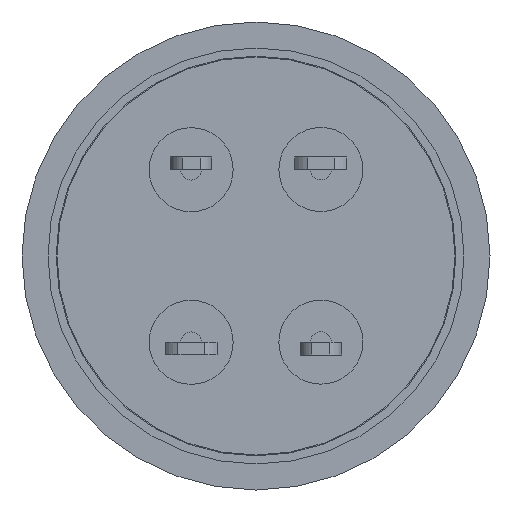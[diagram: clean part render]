
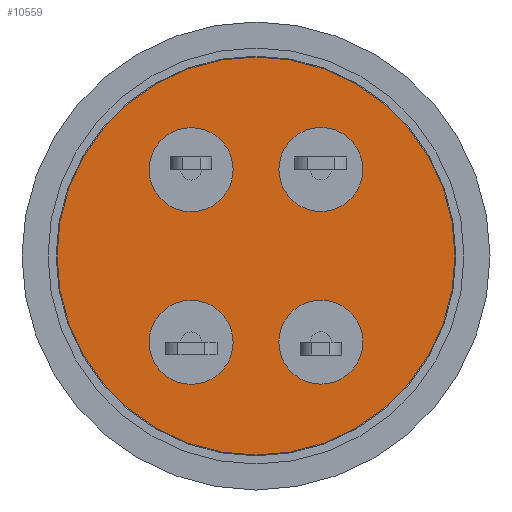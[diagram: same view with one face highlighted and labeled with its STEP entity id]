
A CAD part, left-side view. The second image highlights one B-rep face of the part: STEP entity #10559.
In plain terms, the highlighted planar face has unit normal (-1, 0, 0).
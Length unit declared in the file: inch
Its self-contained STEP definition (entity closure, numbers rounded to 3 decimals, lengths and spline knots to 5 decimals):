
#6 = EDGE_LOOP ( 'NONE', ( #6881, #6658 ) ) ;
#34 = EDGE_LOOP ( 'NONE', ( #7120, #6660 ) ) ;
#185 = EDGE_LOOP ( 'NONE', ( #7123, #6659 ) ) ;
#253 = VERTEX_POINT ( 'NONE', #5195 ) ;
#501 = EDGE_LOOP ( 'NONE', ( #7115, #6663 ) ) ;
#540 = VERTEX_POINT ( 'NONE', #4800 ) ;
#559 = VERTEX_POINT ( 'NONE', #4761 ) ;
#571 = EDGE_LOOP ( 'NONE', ( #7118, #6661 ) ) ;
#885 = EDGE_CURVE ( 'NONE', #6507, #7042, #8228, .T. ) ;
#889 = EDGE_CURVE ( 'NONE', #540, #6307, #8233, .T. ) ;
#1028 = EDGE_CURVE ( 'NONE', #6307, #540, #8411, .T. ) ;
#1090 = EDGE_CURVE ( 'NONE', #7042, #6507, #8489, .T. ) ;
#1179 = EDGE_CURVE ( 'NONE', #6564, #559, #8607, .T. ) ;
#1455 = PLANE ( 'NONE',  #8712 ) ;
#1456 = FACE_BOUND ( 'NONE', #571, .T. ) ;
#1459 = FACE_BOUND ( 'NONE', #6, .T. ) ;
#1460 = FACE_BOUND ( 'NONE', #501, .T. ) ;
#1462 = CARTESIAN_POINT ( 'NONE',  ( -1.17, 0., 0. ) ) ;
#1463 = FACE_OUTER_BOUND ( 'NONE', #34, .T. ) ;
#1465 = FACE_BOUND ( 'NONE', #185, .T. ) ;
#1466 = DIRECTION ( 'NONE',  ( -1., 0., 0. ) ) ;
#1467 = DIRECTION ( 'NONE',  ( 0., -1., 0. ) ) ;
#2250 = CARTESIAN_POINT ( 'NONE',  ( -1.17, -0.156, 0.208 ) ) ;
#2251 = DIRECTION ( 'NONE',  ( 1., 0., 0. ) ) ;
#2252 = DIRECTION ( 'NONE',  ( 0., 1., 0. ) ) ;
#2315 = CARTESIAN_POINT ( 'NONE',  ( -1.17, -0.4785, 0. ) ) ;
#2452 = CARTESIAN_POINT ( 'NONE',  ( -1.17, -0.257, 0.208 ) ) ;
#2462 = CARTESIAN_POINT ( 'NONE',  ( -1.17, 0.257, 0.2075 ) ) ;
#2478 = CARTESIAN_POINT ( 'NONE',  ( -1.17, -0.055, 0.208 ) ) ;
#2511 = CARTESIAN_POINT ( 'NONE',  ( -1.17, 0.055, -0.2075 ) ) ;
#2621 = CARTESIAN_POINT ( 'NONE',  ( -1.17, 0.055, 0.2075 ) ) ;
#2725 = CARTESIAN_POINT ( 'NONE',  ( -1.17, -0.055, -0.207 ) ) ;
#3715 = CARTESIAN_POINT ( 'NONE',  ( -1.17, 0.156, 0.2075 ) ) ;
#3716 = DIRECTION ( 'NONE',  ( 1., 0., 0. ) ) ;
#3717 = DIRECTION ( 'NONE',  ( 0., 1., 0. ) ) ;
#3727 = CARTESIAN_POINT ( 'NONE',  ( -1.17, 0., 0. ) ) ;
#3728 = DIRECTION ( 'NONE',  ( 1., 0., 0. ) ) ;
#3729 = DIRECTION ( 'NONE',  ( 0., 1., 0. ) ) ;
#4346 = CARTESIAN_POINT ( 'NONE',  ( -1.17, -0.156, -0.207 ) ) ;
#4347 = DIRECTION ( 'NONE',  ( 1., 0., 0. ) ) ;
#4348 = DIRECTION ( 'NONE',  ( 0., 1., 0. ) ) ;
#4761 = CARTESIAN_POINT ( 'NONE',  ( -1.17, 0.257, -0.2075 ) ) ;
#4800 = CARTESIAN_POINT ( 'NONE',  ( -1.17, 0.4785, 0. ) ) ;
#5170 = CARTESIAN_POINT ( 'NONE',  ( -1.17, 0.156, -0.2075 ) ) ;
#5172 = DIRECTION ( 'NONE',  ( 1., 0., 0. ) ) ;
#5174 = DIRECTION ( 'NONE',  ( 0., 1., 0. ) ) ;
#5195 = CARTESIAN_POINT ( 'NONE',  ( -1.17, -0.257, -0.207 ) ) ;
#5218 = CARTESIAN_POINT ( 'NONE',  ( -1.17, -0.156, -0.207 ) ) ;
#5220 = DIRECTION ( 'NONE',  ( 1., 0., 0. ) ) ;
#5222 = DIRECTION ( 'NONE',  ( 0., 1., 0. ) ) ;
#5530 = CARTESIAN_POINT ( 'NONE',  ( -1.17, -0.156, 0.208 ) ) ;
#5532 = DIRECTION ( 'NONE',  ( 1., 0., 0. ) ) ;
#5534 = DIRECTION ( 'NONE',  ( 0., 1., 0. ) ) ;
#6307 = VERTEX_POINT ( 'NONE', #2315 ) ;
#6496 = VERTEX_POINT ( 'NONE', #2452 ) ;
#6507 = VERTEX_POINT ( 'NONE', #2462 ) ;
#6525 = VERTEX_POINT ( 'NONE', #2478 ) ;
#6564 = VERTEX_POINT ( 'NONE', #2511 ) ;
#6658 = ORIENTED_EDGE ( 'NONE', *, *, #10749, .T. ) ;
#6659 = ORIENTED_EDGE ( 'NONE', *, *, #1179, .T. ) ;
#6660 = ORIENTED_EDGE ( 'NONE', *, *, #1028, .F. ) ;
#6661 = ORIENTED_EDGE ( 'NONE', *, *, #1090, .T. ) ;
#6663 = ORIENTED_EDGE ( 'NONE', *, *, #10763, .T. ) ;
#6881 = ORIENTED_EDGE ( 'NONE', *, *, #11024, .T. ) ;
#7042 = VERTEX_POINT ( 'NONE', #2621 ) ;
#7115 = ORIENTED_EDGE ( 'NONE', *, *, #10986, .T. ) ;
#7118 = ORIENTED_EDGE ( 'NONE', *, *, #885, .T. ) ;
#7120 = ORIENTED_EDGE ( 'NONE', *, *, #889, .F. ) ;
#7123 = ORIENTED_EDGE ( 'NONE', *, *, #10979, .T. ) ;
#7268 = VERTEX_POINT ( 'NONE', #2725 ) ;
#7295 = CIRCLE ( 'NONE', #7298, 0.101 ) ;
#7298 = AXIS2_PLACEMENT_3D ( 'NONE', #5170, #5172, #5174 ) ;
#7307 = CIRCLE ( 'NONE', #7309, 0.101 ) ;
#7309 = AXIS2_PLACEMENT_3D ( 'NONE', #5218, #5220, #5222 ) ;
#7366 = CIRCLE ( 'NONE', #7369, 0.101 ) ;
#7369 = AXIS2_PLACEMENT_3D ( 'NONE', #5530, #5532, #5534 ) ;
#7624 = AXIS2_PLACEMENT_3D ( 'NONE', #4346, #4347, #4348 ) ;
#7627 = CIRCLE ( 'NONE', #7624, 0.101 ) ;
#7649 = AXIS2_PLACEMENT_3D ( 'NONE', #2250, #2251, #2252 ) ;
#7651 = CIRCLE ( 'NONE', #7649, 0.101 ) ;
#8228 = CIRCLE ( 'NONE', #8230, 0.101 ) ;
#8230 = AXIS2_PLACEMENT_3D ( 'NONE', #3715, #3716, #3717 ) ;
#8233 = CIRCLE ( 'NONE', #8237, 0.4785 ) ;
#8237 = AXIS2_PLACEMENT_3D ( 'NONE', #3727, #3728, #3729 ) ;
#8411 = CIRCLE ( 'NONE', #8414, 0.4785 ) ;
#8414 = AXIS2_PLACEMENT_3D ( 'NONE', #9281, #9282, #9283 ) ;
#8489 = CIRCLE ( 'NONE', #8491, 0.101 ) ;
#8491 = AXIS2_PLACEMENT_3D ( 'NONE', #9564, #9565, #9566 ) ;
#8607 = CIRCLE ( 'NONE', #8613, 0.101 ) ;
#8613 = AXIS2_PLACEMENT_3D ( 'NONE', #9878, #9879, #9880 ) ;
#8712 = AXIS2_PLACEMENT_3D ( 'NONE', #1462, #1466, #1467 ) ;
#9281 = CARTESIAN_POINT ( 'NONE',  ( -1.17, 0., 0. ) ) ;
#9282 = DIRECTION ( 'NONE',  ( 1., 0., 0. ) ) ;
#9283 = DIRECTION ( 'NONE',  ( 0., 1., 0. ) ) ;
#9564 = CARTESIAN_POINT ( 'NONE',  ( -1.17, 0.156, 0.2075 ) ) ;
#9565 = DIRECTION ( 'NONE',  ( 1., 0., 0. ) ) ;
#9566 = DIRECTION ( 'NONE',  ( 0., 1., 0. ) ) ;
#9878 = CARTESIAN_POINT ( 'NONE',  ( -1.17, 0.156, -0.2075 ) ) ;
#9879 = DIRECTION ( 'NONE',  ( 1., 0., 0. ) ) ;
#9880 = DIRECTION ( 'NONE',  ( 0., 1., 0. ) ) ;
#10559 = ADVANCED_FACE ( 'NONE', ( #1460, #1456, #1463, #1465, #1459 ), #1455, .T. ) ;
#10749 = EDGE_CURVE ( 'NONE', #6496, #6525, #7651, .T. ) ;
#10763 = EDGE_CURVE ( 'NONE', #253, #7268, #7627, .T. ) ;
#10979 = EDGE_CURVE ( 'NONE', #559, #6564, #7295, .T. ) ;
#10986 = EDGE_CURVE ( 'NONE', #7268, #253, #7307, .T. ) ;
#11024 = EDGE_CURVE ( 'NONE', #6525, #6496, #7366, .T. ) ;
